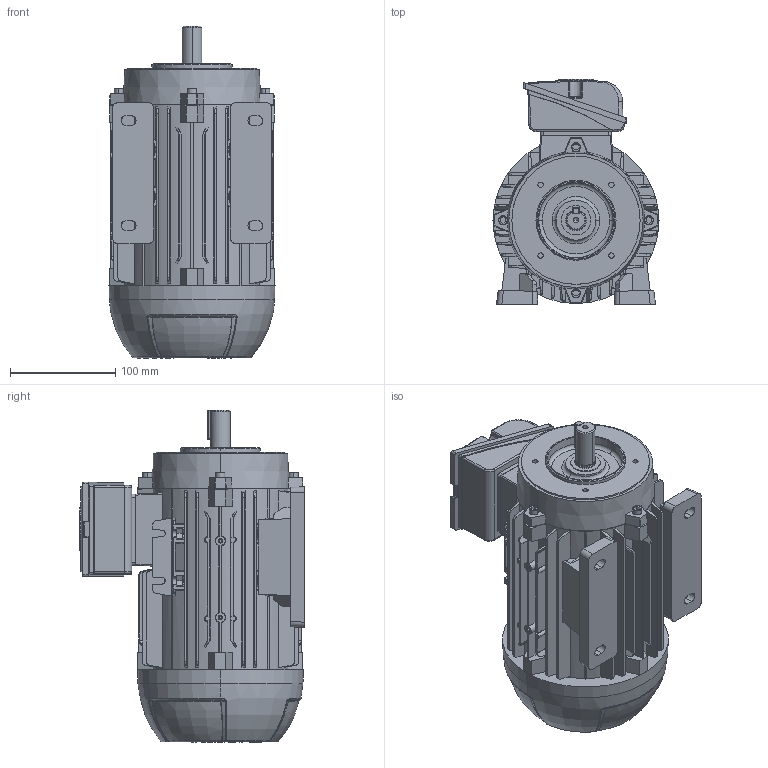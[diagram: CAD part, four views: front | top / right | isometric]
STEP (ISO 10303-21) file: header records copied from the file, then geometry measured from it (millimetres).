
FILE_DESCRIPTION (( 'STEP AP203' ), '1' );
FILE_NAME ('80L_CP_FC_TOP.STEP', '2021-11-05T16:12:14', ( '' ), ( '' ), 'SwSTEP 2.0', 'SolidWorks 2018', '' );
FILE_SCHEMA (( 'CONFIG_CONTROL_DESIGN' ));
Length unit declared in the file: millimetre
Products named in the file (25): 105007077; 105006080; 500014957B_10.5007.074; 500014959; 500014957B; Parafuso Altracs M5; 105006080_505007993; 500014959_10.5007.078; 80L_CP_FC_TOP; 105032001_10.5032.006-6-6x28; 105035111; EIXO IEC 80_50.5087.043; Parafuso Altracs M5_10.5011.286 x 22; EIXO IEC 80; 105033022; 105006175; 105032001; 105006175_50.5307.039; 105035111_505007644- FC PadrÆo 
Assembly tree (14 placements, depth 2):
  105007077
  105006080
  500014959
  500014957B
  Parafuso Altracs M5
Bounding box: 158 x 214.07 x 316 mm (x, y, z)
Volume: 4730403.5 mm3; surface area: 444874.7 mm2
Topology: 14 solids, 14 shells, 1710 faces, 4526 edges, 2917 vertices
Faces by surface type: plane 839, cylinder 337, cone 246, bspline 182, torus 78, sphere 28
Entity records: 58272 total; most frequent: CARTESIAN_POINT 18719, ORIENTED_EDGE 8506, DIRECTION 6928, EDGE_CURVE 4253, VERTEX_POINT 2753, AXIS2_PLACEMENT_3D 2361, VECTOR 2206, LINE 2206
